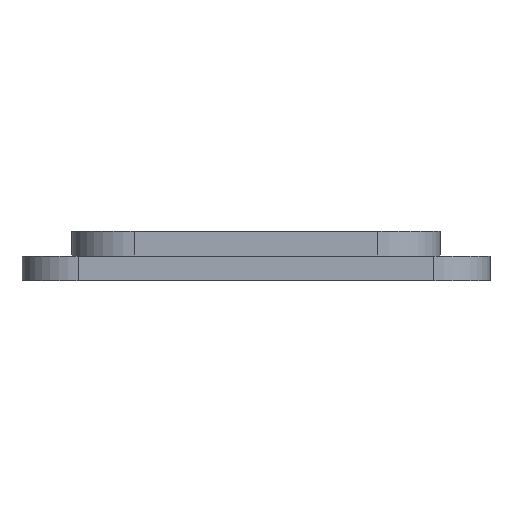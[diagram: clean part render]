
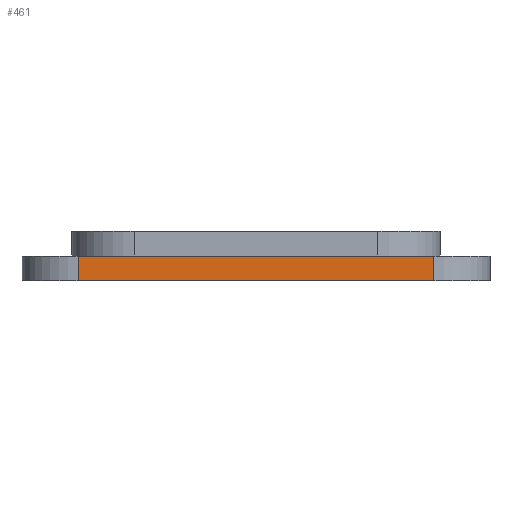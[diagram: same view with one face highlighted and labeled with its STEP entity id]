
A CAD part, left-side view. The second image highlights one B-rep face of the part: STEP entity #461.
In plain terms, the highlighted planar face has unit normal (-1, 0, 0).
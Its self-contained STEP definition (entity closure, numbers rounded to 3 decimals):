
#32 = CARTESIAN_POINT ( 'NONE',  ( -92., 28.5, 4. ) ) ;
#88 = CARTESIAN_POINT ( 'NONE',  ( -92., 28.5, 0. ) ) ;
#114 = VECTOR ( 'NONE', #1054, 1000. ) ;
#134 = CARTESIAN_POINT ( 'NONE',  ( -92., 28.5, 4. ) ) ;
#145 = DIRECTION ( 'NONE',  ( 0., -1., 0. ) ) ;
#203 = EDGE_CURVE ( 'NONE', #1493, #897, #308, .T. ) ;
#308 = LINE ( 'NONE', #1216, #329 ) ;
#329 = VECTOR ( 'NONE', #145, 1000. ) ;
#414 = VECTOR ( 'NONE', #1127, 1000. ) ;
#446 = VERTEX_POINT ( 'NONE', #509 ) ;
#455 = CARTESIAN_POINT ( 'NONE',  ( -92., -28.5, 4. ) ) ;
#461 = ADVANCED_FACE ( 'NONE', ( #954 ), #918, .F. ) ;
#509 = CARTESIAN_POINT ( 'NONE',  ( -92., 28.5, 0. ) ) ;
#526 = EDGE_CURVE ( 'NONE', #446, #555, #833, .T. ) ;
#555 = VERTEX_POINT ( 'NONE', #903 ) ;
#630 = CARTESIAN_POINT ( 'NONE',  ( -92., 28.5, 4. ) ) ;
#645 = DIRECTION ( 'NONE',  ( 1., 0., 0. ) ) ;
#719 = VECTOR ( 'NONE', #1150, 1000. ) ;
#755 = ORIENTED_EDGE ( 'NONE', *, *, #1645, .T. ) ;
#833 = LINE ( 'NONE', #88, #114 ) ;
#871 = EDGE_CURVE ( 'NONE', #897, #555, #1207, .T. ) ;
#897 = VERTEX_POINT ( 'NONE', #1264 ) ;
#903 = CARTESIAN_POINT ( 'NONE',  ( -92., -28.5, 0. ) ) ;
#918 = PLANE ( 'NONE',  #1394 ) ;
#954 = FACE_OUTER_BOUND ( 'NONE', #1681, .T. ) ;
#1054 = DIRECTION ( 'NONE',  ( 0., -1., 0. ) ) ;
#1061 = DIRECTION ( 'NONE',  ( 0., 0., -1. ) ) ;
#1127 = DIRECTION ( 'NONE',  ( 0., 0., -1. ) ) ;
#1150 = DIRECTION ( 'NONE',  ( 0., 0., -1. ) ) ;
#1207 = LINE ( 'NONE', #455, #719 ) ;
#1216 = CARTESIAN_POINT ( 'NONE',  ( -92., 28.5, 4. ) ) ;
#1264 = CARTESIAN_POINT ( 'NONE',  ( -92., -28.5, 4. ) ) ;
#1394 = AXIS2_PLACEMENT_3D ( 'NONE', #630, #645, #1061 ) ;
#1400 = LINE ( 'NONE', #32, #414 ) ;
#1405 = ORIENTED_EDGE ( 'NONE', *, *, #526, .T. ) ;
#1432 = ORIENTED_EDGE ( 'NONE', *, *, #203, .F. ) ;
#1493 = VERTEX_POINT ( 'NONE', #134 ) ;
#1531 = ORIENTED_EDGE ( 'NONE', *, *, #871, .F. ) ;
#1645 = EDGE_CURVE ( 'NONE', #1493, #446, #1400, .T. ) ;
#1681 = EDGE_LOOP ( 'NONE', ( #1405, #1531, #1432, #755 ) ) ;
